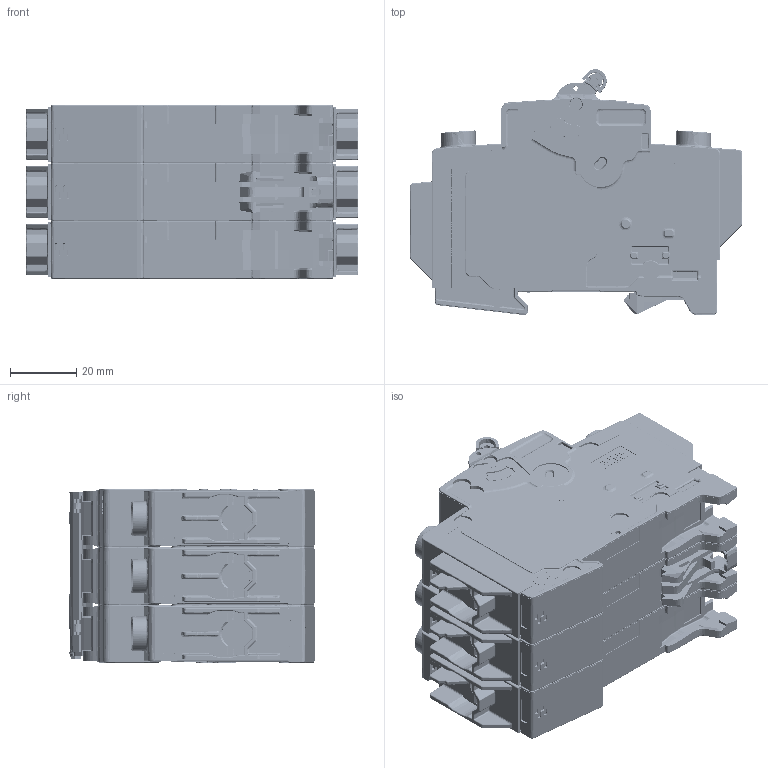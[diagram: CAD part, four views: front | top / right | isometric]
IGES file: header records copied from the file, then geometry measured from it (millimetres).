
Start section:  PTC IGES file: 2cds273427_s203pr.igs
Global section: file name: 2cds273427_s203pr.igs; native system: Creo Elements/Pro by Parametric Technology Corporation; preprocessor: 2011080; author: DEU121775; organization: Unknown; date: 20110908.071822; units: millimetre
Bounding box: 100 x 73.85 x 52.2 mm (x, y, z)
Volume: 223670.8 mm3; surface area: 76998.4 mm2
Topology: 1 solids, 7 shells, 9915 faces, 26358 edges, 16723 vertices
Faces by surface type: bspline 9915
